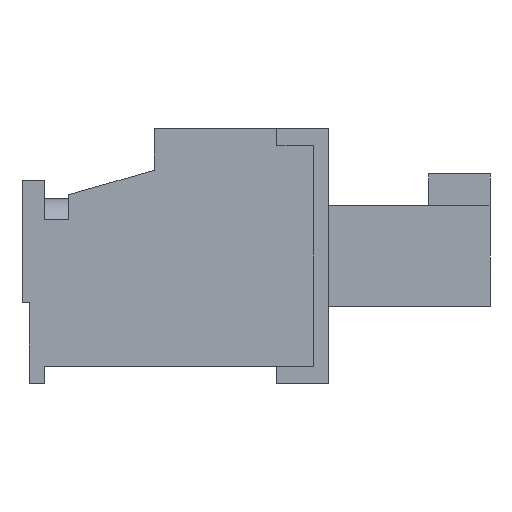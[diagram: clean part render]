
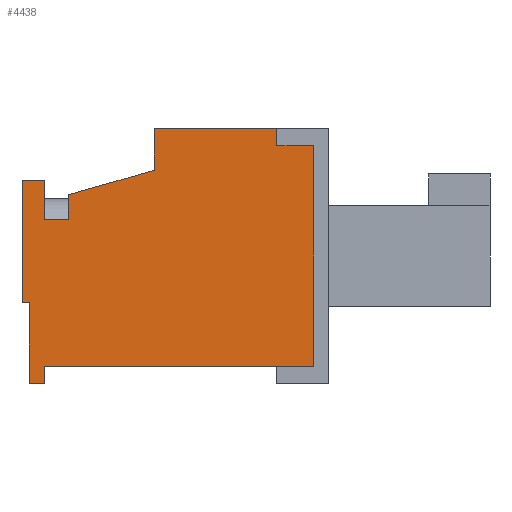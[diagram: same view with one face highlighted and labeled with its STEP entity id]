
A CAD part, left-side view. The second image highlights one B-rep face of the part: STEP entity #4438.
In plain terms, the highlighted planar face has unit normal (-1, 0, 0).
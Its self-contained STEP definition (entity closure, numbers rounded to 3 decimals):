
#165 = LINE ( 'NONE', #3376, #8877 ) ;
#218 = VECTOR ( 'NONE', #4181, 1000. ) ;
#413 = VECTOR ( 'NONE', #9432, 1000. ) ;
#823 = LINE ( 'NONE', #1721, #13204 ) ;
#964 = CARTESIAN_POINT ( 'NONE',  ( -3.5, 5.2, 5.74 ) ) ;
#991 = LINE ( 'NONE', #4019, #218 ) ;
#1266 = DIRECTION ( 'NONE',  ( 0., 1., 0. ) ) ;
#1554 = VERTEX_POINT ( 'NONE', #1821 ) ;
#1721 = CARTESIAN_POINT ( 'NONE',  ( -3.5, 1.9, 6.36 ) ) ;
#1821 = CARTESIAN_POINT ( 'NONE',  ( -3.5, -4.5, -5.24 ) ) ;
#2003 = DIRECTION ( 'NONE',  ( 0., -1., 0. ) ) ;
#2185 = EDGE_CURVE ( 'NONE', #13728, #1554, #11556, .T. ) ;
#2260 = CARTESIAN_POINT ( 'NONE',  ( -3.5, 4.5, -5.24 ) ) ;
#2515 = LINE ( 'NONE', #7906, #8759 ) ;
#2561 = LINE ( 'NONE', #11935, #12164 ) ;
#2832 = ORIENTED_EDGE ( 'NONE', *, *, #7951, .F. ) ;
#2967 = ORIENTED_EDGE ( 'NONE', *, *, #7878, .T. ) ;
#3135 = DIRECTION ( 'NONE',  ( 0., 0., 1. ) ) ;
#3169 = DIRECTION ( 'NONE',  ( -1., 0., 0. ) ) ;
#3191 = CARTESIAN_POINT ( 'NONE',  ( -3.5, 0., 0. ) ) ;
#3215 = PLANE ( 'NONE',  #7515 ) ;
#3247 = CARTESIAN_POINT ( 'NONE',  ( -3.5, 4.5, -5.24 ) ) ;
#3284 = CARTESIAN_POINT ( 'NONE',  ( -3.5, 4.5, 5.74 ) ) ;
#3376 = CARTESIAN_POINT ( 'NONE',  ( -3.5, -3.1, 4.76 ) ) ;
#3428 = VECTOR ( 'NONE', #11692, 1000. ) ;
#3678 = LINE ( 'NONE', #9641, #413 ) ;
#3759 = VERTEX_POINT ( 'NONE', #9476 ) ;
#3817 = LINE ( 'NONE', #12838, #3428 ) ;
#3982 = VECTOR ( 'NONE', #11677, 1000. ) ;
#4017 = EDGE_CURVE ( 'NONE', #5761, #14264, #6509, .T. ) ;
#4019 = CARTESIAN_POINT ( 'NONE',  ( -3.5, 1.9, 6.661 ) ) ;
#4048 = ORIENTED_EDGE ( 'NONE', *, *, #9823, .T. ) ;
#4181 = DIRECTION ( 'NONE',  ( 0., 0., -1. ) ) ;
#4438 = ADVANCED_FACE ( 'NONE', ( #14023 ), #3215, .T. ) ;
#4452 = VECTOR ( 'NONE', #2003, 1000. ) ;
#4515 = CARTESIAN_POINT ( 'NONE',  ( -3.5, 5.2, 5.74 ) ) ;
#4549 = CARTESIAN_POINT ( 'NONE',  ( -3.5, -3.1, 5.76 ) ) ;
#4656 = CARTESIAN_POINT ( 'NONE',  ( -3.5, 1.9, 6.36 ) ) ;
#4797 = ORIENTED_EDGE ( 'NONE', *, *, #9297, .F. ) ;
#5359 = ORIENTED_EDGE ( 'NONE', *, *, #13655, .T. ) ;
#5434 = ORIENTED_EDGE ( 'NONE', *, *, #8121, .T. ) ;
#5541 = EDGE_CURVE ( 'NONE', #13574, #3759, #9756, .T. ) ;
#5594 = VECTOR ( 'NONE', #9670, 1000. ) ;
#5761 = VERTEX_POINT ( 'NONE', #5920 ) ;
#5920 = CARTESIAN_POINT ( 'NONE',  ( -3.5, -2.5, 4.76 ) ) ;
#5966 = CARTESIAN_POINT ( 'NONE',  ( -3.5, 1.9, 6.66 ) ) ;
#5979 = LINE ( 'NONE', #13084, #5594 ) ;
#6122 = VECTOR ( 'NONE', #6643, 1000. ) ;
#6509 = LINE ( 'NONE', #6628, #6122 ) ;
#6628 = CARTESIAN_POINT ( 'NONE',  ( -3.5, -3.5, 1.26 ) ) ;
#6643 = DIRECTION ( 'NONE',  ( 0., -0.275, -0.962 ) ) ;
#6729 = EDGE_CURVE ( 'NONE', #10603, #12316, #2561, .T. ) ;
#6731 = LINE ( 'NONE', #4515, #12600 ) ;
#6758 = CARTESIAN_POINT ( 'NONE',  ( -3.5, -1.5, 4.76 ) ) ;
#7034 = ORIENTED_EDGE ( 'NONE', *, *, #9935, .F. ) ;
#7074 = VERTEX_POINT ( 'NONE', #6758 ) ;
#7121 = DIRECTION ( 'NONE',  ( 0., -1., 0. ) ) ;
#7442 = EDGE_CURVE ( 'NONE', #13726, #13784, #823, .T. ) ;
#7515 = AXIS2_PLACEMENT_3D ( 'NONE', #3191, #3169, #3135 ) ;
#7525 = LINE ( 'NONE', #15423, #10658 ) ;
#7855 = DIRECTION ( 'NONE',  ( 0., -1., 0. ) ) ;
#7878 = EDGE_CURVE ( 'NONE', #13728, #13574, #3678, .T. ) ;
#7906 = CARTESIAN_POINT ( 'NONE',  ( -3.5, -3.5, 1.26 ) ) ;
#7951 = EDGE_CURVE ( 'NONE', #14264, #3759, #2515, .T. ) ;
#8067 = CARTESIAN_POINT ( 'NONE',  ( -3.5, -5.2, -3.74 ) ) ;
#8121 = EDGE_CURVE ( 'NONE', #12356, #13726, #991, .T. ) ;
#8181 = ORIENTED_EDGE ( 'NONE', *, *, #7442, .T. ) ;
#8385 = CARTESIAN_POINT ( 'NONE',  ( -3.5, -4.5, -3.74 ) ) ;
#8685 = ORIENTED_EDGE ( 'NONE', *, *, #9207, .F. ) ;
#8759 = VECTOR ( 'NONE', #7855, 1000. ) ;
#8877 = VECTOR ( 'NONE', #7121, 1000. ) ;
#9207 = EDGE_CURVE ( 'NONE', #14442, #7074, #3817, .T. ) ;
#9210 = EDGE_CURVE ( 'NONE', #12316, #13784, #6731, .T. ) ;
#9297 = EDGE_CURVE ( 'NONE', #7074, #5761, #165, .T. ) ;
#9357 = CARTESIAN_POINT ( 'NONE',  ( -3.5, -5.2, -5.24 ) ) ;
#9409 = VECTOR ( 'NONE', #9447, 1000. ) ;
#9432 = DIRECTION ( 'NONE',  ( 0., -1., 0. ) ) ;
#9447 = DIRECTION ( 'NONE',  ( 0., 0., 1. ) ) ;
#9476 = CARTESIAN_POINT ( 'NONE',  ( -3.5, -5.2, 1.26 ) ) ;
#9641 = CARTESIAN_POINT ( 'NONE',  ( -3.5, -4.5, -3.74 ) ) ;
#9670 = DIRECTION ( 'NONE',  ( 0., 0., -1. ) ) ;
#9756 = LINE ( 'NONE', #9357, #9409 ) ;
#9823 = EDGE_CURVE ( 'NONE', #14466, #13432, #11878, .T. ) ;
#9935 = EDGE_CURVE ( 'NONE', #14466, #14442, #13119, .T. ) ;
#10404 = ORIENTED_EDGE ( 'NONE', *, *, #14849, .T. ) ;
#10603 = VERTEX_POINT ( 'NONE', #3284 ) ;
#10658 = VECTOR ( 'NONE', #13157, 1000. ) ;
#10894 = LINE ( 'NONE', #3247, #4452 ) ;
#11117 = ORIENTED_EDGE ( 'NONE', *, *, #4017, .F. ) ;
#11243 = CARTESIAN_POINT ( 'NONE',  ( -3.5, -3.1, 6.66 ) ) ;
#11521 = VECTOR ( 'NONE', #12565, 1000. ) ;
#11556 = LINE ( 'NONE', #14607, #15242 ) ;
#11677 = DIRECTION ( 'NONE',  ( 0., 1., 0. ) ) ;
#11692 = DIRECTION ( 'NONE',  ( 0., 0., -1. ) ) ;
#11878 = LINE ( 'NONE', #12618, #11521 ) ;
#11935 = CARTESIAN_POINT ( 'NONE',  ( -3.5, 0.946, 5.74 ) ) ;
#12104 = ORIENTED_EDGE ( 'NONE', *, *, #5541, .T. ) ;
#12164 = VECTOR ( 'NONE', #12207, 1000. ) ;
#12207 = DIRECTION ( 'NONE',  ( 0., 1., 0. ) ) ;
#12230 = CARTESIAN_POINT ( 'NONE',  ( -3.5, -1.5, 5.76 ) ) ;
#12281 = CARTESIAN_POINT ( 'NONE',  ( -3.5, -3.1, 5.76 ) ) ;
#12316 = VERTEX_POINT ( 'NONE', #964 ) ;
#12356 = VERTEX_POINT ( 'NONE', #5966 ) ;
#12565 = DIRECTION ( 'NONE',  ( 0., 0., 1. ) ) ;
#12600 = VECTOR ( 'NONE', #13981, 1000. ) ;
#12618 = CARTESIAN_POINT ( 'NONE',  ( -3.5, -3.1, 5.76 ) ) ;
#12838 = CARTESIAN_POINT ( 'NONE',  ( -3.5, -1.5, 5.76 ) ) ;
#13065 = ORIENTED_EDGE ( 'NONE', *, *, #2185, .F. ) ;
#13084 = CARTESIAN_POINT ( 'NONE',  ( -3.5, 4.5, 6.66 ) ) ;
#13119 = LINE ( 'NONE', #4549, #3982 ) ;
#13157 = DIRECTION ( 'NONE',  ( 0., 1., 0. ) ) ;
#13204 = VECTOR ( 'NONE', #1266, 1000. ) ;
#13432 = VERTEX_POINT ( 'NONE', #11243 ) ;
#13574 = VERTEX_POINT ( 'NONE', #8067 ) ;
#13655 = EDGE_CURVE ( 'NONE', #15372, #1554, #10894, .T. ) ;
#13726 = VERTEX_POINT ( 'NONE', #4656 ) ;
#13728 = VERTEX_POINT ( 'NONE', #8385 ) ;
#13784 = VERTEX_POINT ( 'NONE', #14205 ) ;
#13848 = ORIENTED_EDGE ( 'NONE', *, *, #15431, .T. ) ;
#13981 = DIRECTION ( 'NONE',  ( 0., 0., 1. ) ) ;
#14023 = FACE_OUTER_BOUND ( 'NONE', #15347, .T. ) ;
#14205 = CARTESIAN_POINT ( 'NONE',  ( -3.5, 5.2, 6.36 ) ) ;
#14264 = VERTEX_POINT ( 'NONE', #15164 ) ;
#14442 = VERTEX_POINT ( 'NONE', #12230 ) ;
#14466 = VERTEX_POINT ( 'NONE', #12281 ) ;
#14594 = DIRECTION ( 'NONE',  ( 0., 0., -1. ) ) ;
#14607 = CARTESIAN_POINT ( 'NONE',  ( -3.5, -4.5, -3.74 ) ) ;
#14849 = EDGE_CURVE ( 'NONE', #10603, #15372, #5979, .T. ) ;
#14934 = ORIENTED_EDGE ( 'NONE', *, *, #6729, .F. ) ;
#15164 = CARTESIAN_POINT ( 'NONE',  ( -3.5, -3.5, 1.26 ) ) ;
#15242 = VECTOR ( 'NONE', #14594, 1000. ) ;
#15347 = EDGE_LOOP ( 'NONE', ( #8181, #15392, #14934, #10404, #5359, #13065, #2967, #12104, #2832, #11117, #4797, #8685, #7034, #4048, #13848, #5434 ) ) ;
#15372 = VERTEX_POINT ( 'NONE', #2260 ) ;
#15392 = ORIENTED_EDGE ( 'NONE', *, *, #9210, .F. ) ;
#15423 = CARTESIAN_POINT ( 'NONE',  ( -3.5, -5.2, 6.66 ) ) ;
#15431 = EDGE_CURVE ( 'NONE', #13432, #12356, #7525, .T. ) ;
